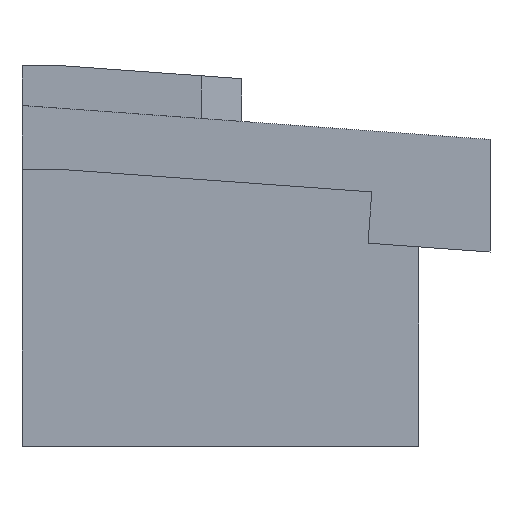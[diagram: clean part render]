
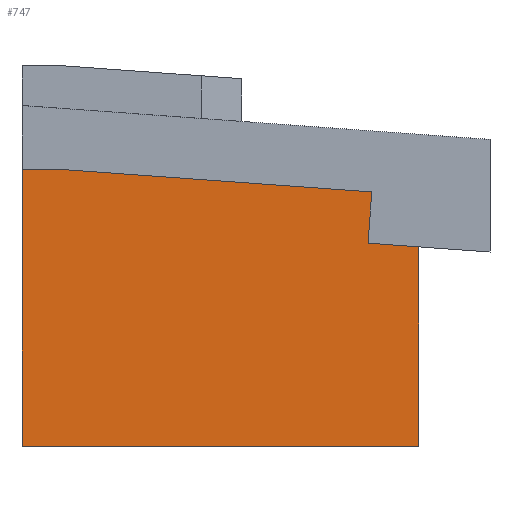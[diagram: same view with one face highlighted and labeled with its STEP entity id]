
A CAD part, left-side view. The second image highlights one B-rep face of the part: STEP entity #747.
In plain terms, the highlighted planar face has unit normal (-1, 0, 0).
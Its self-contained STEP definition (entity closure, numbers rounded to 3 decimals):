
#101=ORIENTED_EDGE('',*,*,#253,.T.);
#102=ORIENTED_EDGE('',*,*,#259,.T.);
#103=ORIENTED_EDGE('',*,*,#273,.T.);
#104=ORIENTED_EDGE('',*,*,#276,.T.);
#105=ORIENTED_EDGE('',*,*,#279,.T.);
#106=ORIENTED_EDGE('',*,*,#282,.T.);
#107=ORIENTED_EDGE('',*,*,#287,.T.);
#253=EDGE_CURVE('',#357,#356,#429,.T.);
#259=EDGE_CURVE('',#356,#361,#435,.T.);
#273=EDGE_CURVE('',#361,#371,#449,.T.);
#276=EDGE_CURVE('',#371,#373,#452,.T.);
#279=EDGE_CURVE('',#373,#375,#455,.T.);
#282=EDGE_CURVE('',#375,#377,#458,.T.);
#287=EDGE_CURVE('',#377,#357,#463,.T.);
#356=VERTEX_POINT('',#1053);
#357=VERTEX_POINT('',#1055);
#361=VERTEX_POINT('',#1065);
#371=VERTEX_POINT('',#1090);
#373=VERTEX_POINT('',#1096);
#375=VERTEX_POINT('',#1102);
#377=VERTEX_POINT('',#1108);
#429=LINE('',#1054,#535);
#435=LINE('',#1066,#541);
#449=LINE('',#1091,#555);
#452=LINE('',#1097,#558);
#455=LINE('',#1103,#561);
#458=LINE('',#1109,#564);
#463=LINE('',#1118,#569);
#535=VECTOR('',#858,1000.);
#541=VECTOR('',#866,1000.);
#555=VECTOR('',#882,1000.);
#558=VECTOR('',#887,1000.);
#561=VECTOR('',#892,1000.);
#564=VECTOR('',#897,1000.);
#569=VECTOR('',#904,1000.);
#633=EDGE_LOOP('',(#101,#102,#103,#104,#105,#106,#107));
#671=FACE_BOUND('',#633,.T.);
#709=PLANE('',#798);
#747=ADVANCED_FACE('',(#671),#709,.T.);
#798=AXIS2_PLACEMENT_3D('',#1127,#911,#912);
#858=DIRECTION('',(0.,-1.,0.));
#866=DIRECTION('',(0.,0.,1.));
#882=DIRECTION('',(0.,0.997,0.072));
#887=DIRECTION('',(0.,-0.072,0.997));
#892=DIRECTION('',(0.,0.997,0.072));
#897=DIRECTION('',(0.,1.,0.));
#904=DIRECTION('',(0.,0.,-1.));
#911=DIRECTION('',(-1.,0.,0.));
#912=DIRECTION('',(0.,0.,1.));
#1053=CARTESIAN_POINT('',(-6.1,-9.75,0.));
#1054=CARTESIAN_POINT('',(-6.1,0.,0.));
#1055=CARTESIAN_POINT('',(-6.1,0.,0.));
#1065=CARTESIAN_POINT('',(-6.1,-9.75,4.9));
#1066=CARTESIAN_POINT('',(-6.1,-9.75,0.));
#1090=CARTESIAN_POINT('',(-6.1,-8.503,4.99));
#1091=CARTESIAN_POINT('',(-6.1,-9.75,4.9));
#1096=CARTESIAN_POINT('',(-6.1,-8.594,6.25));
#1097=CARTESIAN_POINT('',(-6.1,-8.503,4.99));
#1102=CARTESIAN_POINT('',(-6.1,-1.,6.8));
#1103=CARTESIAN_POINT('',(-6.1,-8.594,6.25));
#1108=CARTESIAN_POINT('',(-6.1,0.,6.8));
#1109=CARTESIAN_POINT('',(-6.1,-1.,6.8));
#1118=CARTESIAN_POINT('',(-6.1,0.,0.));
#1127=CARTESIAN_POINT('',(-6.1,0.,0.));
